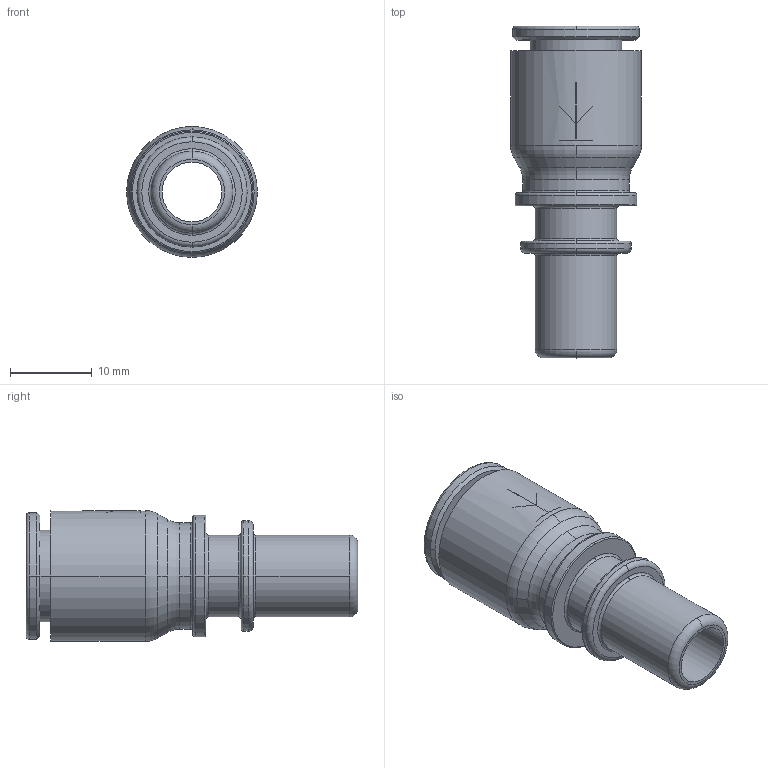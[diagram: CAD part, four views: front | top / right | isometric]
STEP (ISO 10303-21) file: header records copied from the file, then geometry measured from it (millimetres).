
FILE_DESCRIPTION(('STEP AP214'),'1');
FILE_NAME('7960_07_10.stp','2016-07-07T14:32:27',('TraceParts'),('TraceParts S.A.'),'Spatial InterOp 3D',' ',' ');
FILE_SCHEMA(('automotive_design'));
Length unit declared in the file: millimetre
Products named in the file (1): 1
Bounding box: 16 x 40.6 x 16 mm (x, y, z)
Volume: 3373.9 mm3; surface area: 3290.4 mm2
Topology: 1 solids, 1 shells, 72 faces, 192 edges, 130 vertices
Faces by surface type: torus 24, plane 24, cylinder 20, cone 4
Entity records: 2361 total; most frequent: DIRECTION 476, CARTESIAN_POINT 395, ORIENTED_EDGE 384, AXIS2_PLACEMENT_3D 211, EDGE_CURVE 192, CIRCLE 134, VERTEX_POINT 130, EDGE_LOOP 82
